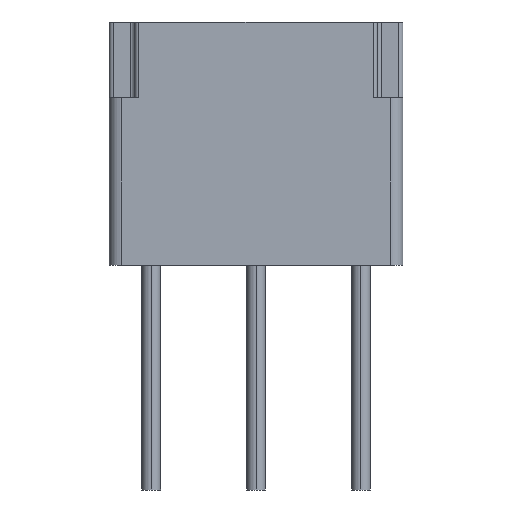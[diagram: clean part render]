
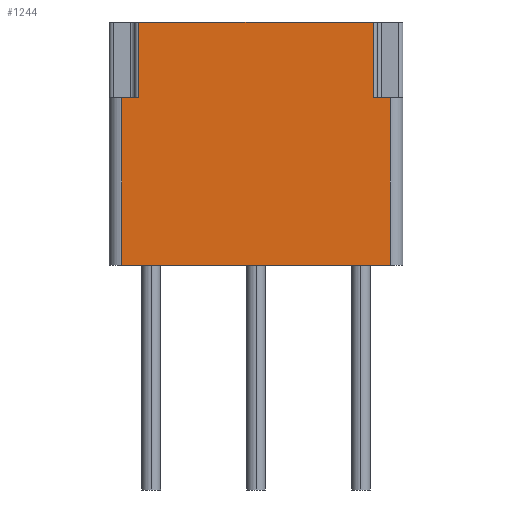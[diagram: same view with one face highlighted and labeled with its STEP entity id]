
A CAD part, left-side view. The second image highlights one B-rep face of the part: STEP entity #1244.
In plain terms, the highlighted planar face has unit normal (-1, 0, 0).
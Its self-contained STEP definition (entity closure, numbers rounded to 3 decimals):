
#60 = FACE_OUTER_BOUND ( 'NONE', #2143, .T. ) ;
#1046 = LINE ( 'NONE', #17353, #16472 ) ;
#1148 = DIRECTION ( 'NONE',  ( 0., 0., -1. ) ) ;
#1244 = ADVANCED_FACE ( 'NONE', ( #60 ), #5842, .F. ) ;
#1438 = LINE ( 'NONE', #18045, #10513 ) ;
#1858 = DIRECTION ( 'NONE',  ( 0., -1., 0. ) ) ;
#1925 = CARTESIAN_POINT ( 'NONE',  ( -3.5, 3.2, 4. ) ) ;
#2143 = EDGE_LOOP ( 'NONE', ( #4442, #17691, #14968, #3229, #5278, #7485, #10086, #8619 ) ) ;
#2299 = LINE ( 'NONE', #4076, #15702 ) ;
#2334 = VERTEX_POINT ( 'NONE', #12155 ) ;
#2592 = EDGE_CURVE ( 'NONE', #16218, #2334, #9197, .T. ) ;
#3097 = VERTEX_POINT ( 'NONE', #7112 ) ;
#3134 = EDGE_CURVE ( 'NONE', #12821, #17536, #2299, .T. ) ;
#3163 = EDGE_CURVE ( 'NONE', #18466, #9719, #8200, .T. ) ;
#3229 = ORIENTED_EDGE ( 'NONE', *, *, #3163, .T. ) ;
#3260 = VECTOR ( 'NONE', #1858, 1000. ) ;
#4076 = CARTESIAN_POINT ( 'NONE',  ( -3.5, -3.5, 4. ) ) ;
#4442 = ORIENTED_EDGE ( 'NONE', *, *, #3134, .F. ) ;
#4549 = VECTOR ( 'NONE', #17554, 1000. ) ;
#4584 = DIRECTION ( 'NONE',  ( 0., -1., 0. ) ) ;
#4606 = EDGE_CURVE ( 'NONE', #18466, #3097, #1438, .T. ) ;
#4744 = VECTOR ( 'NONE', #16409, 1000. ) ;
#4910 = LINE ( 'NONE', #9310, #3260 ) ;
#5278 = ORIENTED_EDGE ( 'NONE', *, *, #7611, .F. ) ;
#5578 = CARTESIAN_POINT ( 'NONE',  ( -3.5, 3.2, 5.8 ) ) ;
#5842 = PLANE ( 'NONE',  #11128 ) ;
#7112 = CARTESIAN_POINT ( 'NONE',  ( -3.5, -2.793, 5.8 ) ) ;
#7198 = CARTESIAN_POINT ( 'NONE',  ( -3.5, 3.5, 5.8 ) ) ;
#7485 = ORIENTED_EDGE ( 'NONE', *, *, #11448, .T. ) ;
#7611 = EDGE_CURVE ( 'NONE', #17807, #9719, #4910, .T. ) ;
#7719 = CARTESIAN_POINT ( 'NONE',  ( -3.5, 3.2, 0. ) ) ;
#7939 = EDGE_CURVE ( 'NONE', #2334, #17536, #1046, .T. ) ;
#8200 = LINE ( 'NONE', #12797, #16010 ) ;
#8619 = ORIENTED_EDGE ( 'NONE', *, *, #7939, .T. ) ;
#9197 = LINE ( 'NONE', #16596, #4744 ) ;
#9310 = CARTESIAN_POINT ( 'NONE',  ( -3.5, 3.5, 4. ) ) ;
#9719 = VERTEX_POINT ( 'NONE', #13492 ) ;
#9726 = CARTESIAN_POINT ( 'NONE',  ( -3.5, -2.793, 4. ) ) ;
#10086 = ORIENTED_EDGE ( 'NONE', *, *, #2592, .T. ) ;
#10513 = VECTOR ( 'NONE', #4584, 1000. ) ;
#10865 = CARTESIAN_POINT ( 'NONE',  ( -3.5, -3.2, 4. ) ) ;
#11128 = AXIS2_PLACEMENT_3D ( 'NONE', #7198, #13177, #13276 ) ;
#11448 = EDGE_CURVE ( 'NONE', #17807, #16218, #19040, .T. ) ;
#12155 = CARTESIAN_POINT ( 'NONE',  ( -3.5, -3.2, 0. ) ) ;
#12691 = EDGE_CURVE ( 'NONE', #12821, #3097, #14980, .T. ) ;
#12797 = CARTESIAN_POINT ( 'NONE',  ( -3.5, 2.793, 5.8 ) ) ;
#12821 = VERTEX_POINT ( 'NONE', #9726 ) ;
#13110 = CARTESIAN_POINT ( 'NONE',  ( -3.5, 2.793, 5.8 ) ) ;
#13177 = DIRECTION ( 'NONE',  ( 1., 0., 0. ) ) ;
#13181 = VECTOR ( 'NONE', #15174, 1000. ) ;
#13276 = DIRECTION ( 'NONE',  ( 0., 1., 0. ) ) ;
#13469 = CARTESIAN_POINT ( 'NONE',  ( -3.5, -2.793, 5.8 ) ) ;
#13492 = CARTESIAN_POINT ( 'NONE',  ( -3.5, 2.793, 4. ) ) ;
#14378 = DIRECTION ( 'NONE',  ( 0., -1., 0. ) ) ;
#14968 = ORIENTED_EDGE ( 'NONE', *, *, #4606, .F. ) ;
#14980 = LINE ( 'NONE', #13469, #13181 ) ;
#15174 = DIRECTION ( 'NONE',  ( 0., 0., 1. ) ) ;
#15702 = VECTOR ( 'NONE', #14378, 1000. ) ;
#15884 = DIRECTION ( 'NONE',  ( 0., 0., 1. ) ) ;
#16010 = VECTOR ( 'NONE', #1148, 1000. ) ;
#16218 = VERTEX_POINT ( 'NONE', #7719 ) ;
#16409 = DIRECTION ( 'NONE',  ( 0., -1., 0. ) ) ;
#16472 = VECTOR ( 'NONE', #15884, 1000. ) ;
#16596 = CARTESIAN_POINT ( 'NONE',  ( -3.5, 3.5, 0. ) ) ;
#17353 = CARTESIAN_POINT ( 'NONE',  ( -3.5, -3.2, 5.8 ) ) ;
#17536 = VERTEX_POINT ( 'NONE', #10865 ) ;
#17554 = DIRECTION ( 'NONE',  ( 0., 0., -1. ) ) ;
#17691 = ORIENTED_EDGE ( 'NONE', *, *, #12691, .T. ) ;
#17807 = VERTEX_POINT ( 'NONE', #1925 ) ;
#18045 = CARTESIAN_POINT ( 'NONE',  ( -3.5, 3.5, 5.8 ) ) ;
#18466 = VERTEX_POINT ( 'NONE', #13110 ) ;
#19040 = LINE ( 'NONE', #5578, #4549 ) ;
